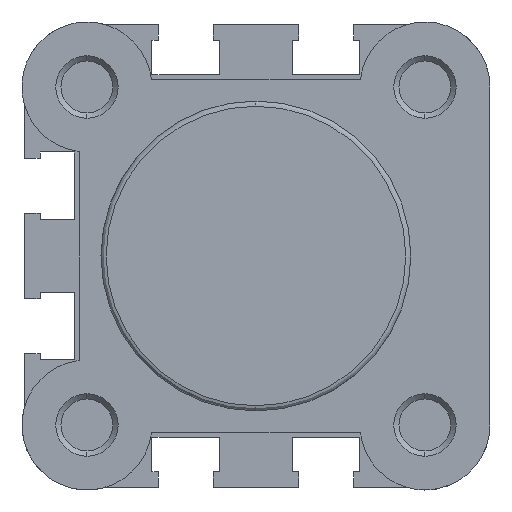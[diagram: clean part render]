
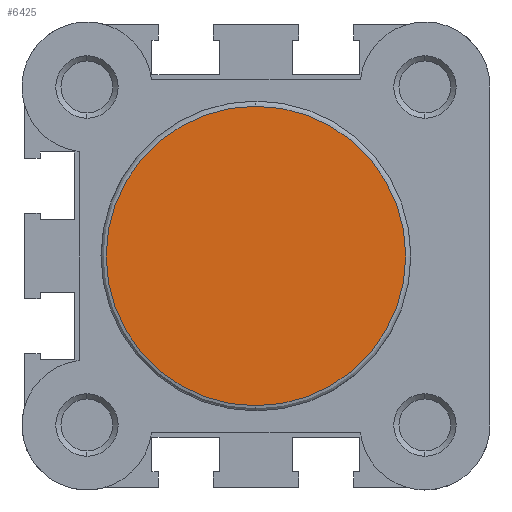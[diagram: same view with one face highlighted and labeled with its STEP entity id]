
A CAD part, left-side view. The second image highlights one B-rep face of the part: STEP entity #6425.
In plain terms, the highlighted planar face has unit normal (-1, 0, 0).
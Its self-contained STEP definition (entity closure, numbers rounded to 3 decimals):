
#320 = CARTESIAN_POINT ( 'NONE',  ( 0., 0., -14.4 ) ) ;
#365 = CARTESIAN_POINT ( 'NONE',  ( 0., 0., 14.4 ) ) ;
#1201 = CARTESIAN_POINT ( 'NONE',  ( 0., -14.9, 0. ) ) ;
#1202 = PLANE ( 'NONE',  #1742 ) ;
#1204 = DIRECTION ( 'NONE',  ( -1., 0., 0. ) ) ;
#1205 = DIRECTION ( 'NONE',  ( 0., 0., 1. ) ) ;
#1404 = EDGE_LOOP ( 'NONE', ( #5442, #5564 ) ) ;
#1742 = AXIS2_PLACEMENT_3D ( 'NONE', #1201, #1204, #1205 ) ;
#1988 = AXIS2_PLACEMENT_3D ( 'NONE', #3841, #3848, #3849 ) ;
#2027 = AXIS2_PLACEMENT_3D ( 'NONE', #3669, #3670, #3671 ) ;
#2300 = EDGE_CURVE ( 'NONE', #2938, #2893, #4332, .T. ) ;
#2370 = EDGE_CURVE ( 'NONE', #2893, #2938, #4428, .T. ) ;
#2893 = VERTEX_POINT ( 'NONE', #320 ) ;
#2938 = VERTEX_POINT ( 'NONE', #365 ) ;
#3669 = CARTESIAN_POINT ( 'NONE',  ( 0., 0., 0. ) ) ;
#3670 = DIRECTION ( 'NONE',  ( -1., 0., 0. ) ) ;
#3671 = DIRECTION ( 'NONE',  ( 0., 0., 1. ) ) ;
#3841 = CARTESIAN_POINT ( 'NONE',  ( 0., 0., 0. ) ) ;
#3848 = DIRECTION ( 'NONE',  ( -1., 0., 0. ) ) ;
#3849 = DIRECTION ( 'NONE',  ( 0., 0., 1. ) ) ;
#4332 = CIRCLE ( 'NONE', #2027, 14.4 ) ;
#4428 = CIRCLE ( 'NONE', #1988, 14.4 ) ;
#5178 = FACE_OUTER_BOUND ( 'NONE', #1404, .T. ) ;
#5442 = ORIENTED_EDGE ( 'NONE', *, *, #2300, .T. ) ;
#5564 = ORIENTED_EDGE ( 'NONE', *, *, #2370, .T. ) ;
#6425 = ADVANCED_FACE ( 'NONE', ( #5178 ), #1202, .T. ) ;
